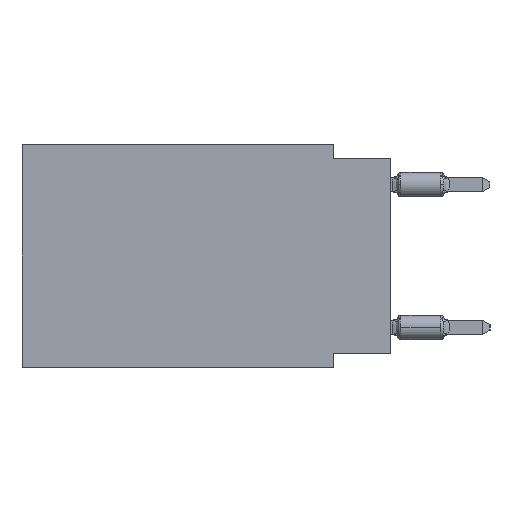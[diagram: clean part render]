
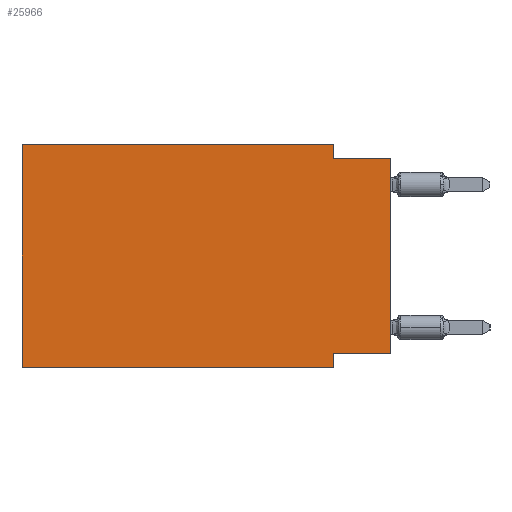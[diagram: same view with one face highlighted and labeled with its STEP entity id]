
A CAD part, left-side view. The second image highlights one B-rep face of the part: STEP entity #25966.
In plain terms, the highlighted planar face has unit normal (-1, 0, 0).
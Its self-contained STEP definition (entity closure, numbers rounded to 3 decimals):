
#459 = LINE ( 'NONE', #23198, #19572 ) ;
#941 = EDGE_CURVE ( 'NONE', #25751, #8904, #9336, .T. ) ;
#1686 = PLANE ( 'NONE',  #18797 ) ;
#1896 = EDGE_CURVE ( 'NONE', #26632, #23228, #23787, .T. ) ;
#2200 = EDGE_CURVE ( 'NONE', #5300, #25751, #14621, .T. ) ;
#2424 = EDGE_LOOP ( 'NONE', ( #12760, #17901, #5439, #4082, #2661, #4843, #3563, #23421 ) ) ;
#2633 = EDGE_CURVE ( 'NONE', #5428, #5300, #21550, .T. ) ;
#2661 = ORIENTED_EDGE ( 'NONE', *, *, #2633, .F. ) ;
#2735 = DIRECTION ( 'NONE',  ( 1., 0., 0. ) ) ;
#3537 = VECTOR ( 'NONE', #12159, 1000. ) ;
#3563 = ORIENTED_EDGE ( 'NONE', *, *, #16407, .F. ) ;
#4082 = ORIENTED_EDGE ( 'NONE', *, *, #2200, .F. ) ;
#4580 = VERTEX_POINT ( 'NONE', #10088 ) ;
#4843 = ORIENTED_EDGE ( 'NONE', *, *, #6202, .T. ) ;
#5003 = CARTESIAN_POINT ( 'NONE',  ( 0., 16.383, 0. ) ) ;
#5300 = VERTEX_POINT ( 'NONE', #5003 ) ;
#5428 = VERTEX_POINT ( 'NONE', #14552 ) ;
#5439 = ORIENTED_EDGE ( 'NONE', *, *, #941, .F. ) ;
#5607 = EDGE_CURVE ( 'NONE', #8904, #23228, #13325, .T. ) ;
#5653 = CARTESIAN_POINT ( 'NONE',  ( 0., 16.383, 0. ) ) ;
#6202 = EDGE_CURVE ( 'NONE', #5428, #4580, #7224, .T. ) ;
#6380 = VECTOR ( 'NONE', #20421, 1000. ) ;
#6835 = CARTESIAN_POINT ( 'NONE',  ( 0., 2.54, -9.271 ) ) ;
#6854 = DIRECTION ( 'NONE',  ( 0., 0., -1. ) ) ;
#7153 = VERTEX_POINT ( 'NONE', #6835 ) ;
#7224 = LINE ( 'NONE', #14179, #16061 ) ;
#7594 = DIRECTION ( 'NONE',  ( 0., 1., 0. ) ) ;
#7849 = CARTESIAN_POINT ( 'NONE',  ( 0., 2.54, -0.635 ) ) ;
#8301 = CARTESIAN_POINT ( 'NONE',  ( 0., 0., -9.271 ) ) ;
#8904 = VERTEX_POINT ( 'NONE', #7849 ) ;
#9335 = DIRECTION ( 'NONE',  ( 0., 0., -1. ) ) ;
#9336 = LINE ( 'NONE', #16308, #27230 ) ;
#9966 = EDGE_CURVE ( 'NONE', #26632, #7153, #459, .T. ) ;
#10088 = CARTESIAN_POINT ( 'NONE',  ( 0., 2.54, -9.906 ) ) ;
#11684 = CARTESIAN_POINT ( 'NONE',  ( 0., 16.383, 0. ) ) ;
#12159 = DIRECTION ( 'NONE',  ( 0., 0., 1. ) ) ;
#12419 = DIRECTION ( 'NONE',  ( 0., 0., 1. ) ) ;
#12760 = ORIENTED_EDGE ( 'NONE', *, *, #1896, .T. ) ;
#13220 = FACE_OUTER_BOUND ( 'NONE', #2424, .T. ) ;
#13325 = LINE ( 'NONE', #22566, #6380 ) ;
#13592 = DIRECTION ( 'NONE',  ( 0., -1., 0. ) ) ;
#14173 = LINE ( 'NONE', #23410, #18350 ) ;
#14179 = CARTESIAN_POINT ( 'NONE',  ( 0., 16.383, -9.906 ) ) ;
#14552 = CARTESIAN_POINT ( 'NONE',  ( 0., 16.383, -9.906 ) ) ;
#14621 = LINE ( 'NONE', #26284, #28210 ) ;
#16061 = VECTOR ( 'NONE', #13592, 1000. ) ;
#16308 = CARTESIAN_POINT ( 'NONE',  ( 0., 2.54, 0. ) ) ;
#16407 = EDGE_CURVE ( 'NONE', #7153, #4580, #14173, .T. ) ;
#16580 = VECTOR ( 'NONE', #12419, 1000. ) ;
#17257 = CARTESIAN_POINT ( 'NONE',  ( 0., 0., -0.635 ) ) ;
#17901 = ORIENTED_EDGE ( 'NONE', *, *, #5607, .F. ) ;
#18350 = VECTOR ( 'NONE', #9335, 1000. ) ;
#18569 = DIRECTION ( 'NONE',  ( 0., 0., -1. ) ) ;
#18797 = AXIS2_PLACEMENT_3D ( 'NONE', #11684, #2735, #6854 ) ;
#19236 = CARTESIAN_POINT ( 'NONE',  ( 0., 0., 0. ) ) ;
#19572 = VECTOR ( 'NONE', #7594, 1000. ) ;
#20421 = DIRECTION ( 'NONE',  ( 0., -1., 0. ) ) ;
#21550 = LINE ( 'NONE', #5653, #3537 ) ;
#21588 = DIRECTION ( 'NONE',  ( 0., -1., 0. ) ) ;
#22566 = CARTESIAN_POINT ( 'NONE',  ( 0., 0., -0.635 ) ) ;
#23198 = CARTESIAN_POINT ( 'NONE',  ( 0., 0., -9.271 ) ) ;
#23228 = VERTEX_POINT ( 'NONE', #17257 ) ;
#23410 = CARTESIAN_POINT ( 'NONE',  ( 0., 2.54, -9.906 ) ) ;
#23421 = ORIENTED_EDGE ( 'NONE', *, *, #9966, .F. ) ;
#23787 = LINE ( 'NONE', #19236, #16580 ) ;
#25751 = VERTEX_POINT ( 'NONE', #26558 ) ;
#25966 = ADVANCED_FACE ( 'NONE', ( #13220 ), #1686, .F. ) ;
#26284 = CARTESIAN_POINT ( 'NONE',  ( 0., 16.383, 0. ) ) ;
#26558 = CARTESIAN_POINT ( 'NONE',  ( 0., 2.54, 0. ) ) ;
#26632 = VERTEX_POINT ( 'NONE', #8301 ) ;
#27230 = VECTOR ( 'NONE', #18569, 1000. ) ;
#28210 = VECTOR ( 'NONE', #21588, 1000. ) ;
